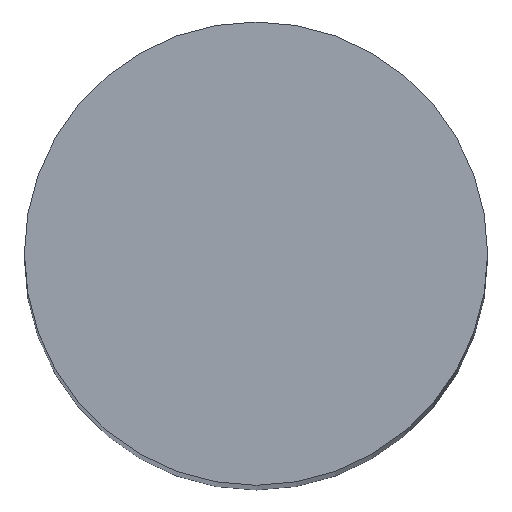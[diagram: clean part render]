
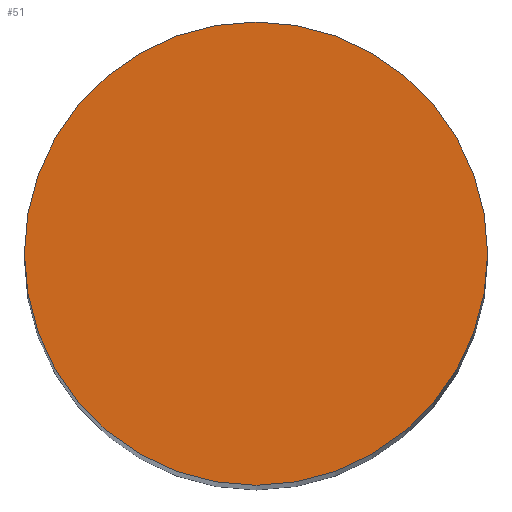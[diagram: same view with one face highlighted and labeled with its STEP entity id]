
A CAD part, top view. The second image highlights one B-rep face of the part: STEP entity #51.
In plain terms, the highlighted planar face has unit normal (0, 0, 1).
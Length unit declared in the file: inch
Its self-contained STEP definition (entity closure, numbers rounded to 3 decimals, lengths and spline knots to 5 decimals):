
#20=FACE_OUTER_BOUND('',#23,.T.);
#23=EDGE_LOOP('',(#45,#46));
#26=CIRCLE('',#76,0.34449);
#27=CIRCLE('',#77,0.34449);
#30=VERTEX_POINT('',#103);
#31=VERTEX_POINT('',#104);
#34=EDGE_CURVE('',#30,#31,#26,.T.);
#35=EDGE_CURVE('',#31,#30,#27,.T.);
#45=ORIENTED_EDGE('',*,*,#34,.T.);
#46=ORIENTED_EDGE('',*,*,#35,.T.);
#48=PLANE('',#78);
#51=ADVANCED_FACE('',(#20),#48,.T.);
#76=AXIS2_PLACEMENT_3D('',#105,#89,#90);
#77=AXIS2_PLACEMENT_3D('',#106,#91,#92);
#78=AXIS2_PLACEMENT_3D('',#108,#94,#95);
#89=DIRECTION('center_axis',(0.,0.,1.));
#90=DIRECTION('ref_axis',(1.,0.,0.));
#91=DIRECTION('center_axis',(0.,0.,1.));
#92=DIRECTION('ref_axis',(1.,0.,0.));
#94=DIRECTION('center_axis',(0.,0.,1.));
#95=DIRECTION('ref_axis',(1.,0.,0.));
#103=CARTESIAN_POINT('',(0.34449,-3.52854,2.));
#104=CARTESIAN_POINT('',(-0.34449,-3.52854,2.));
#105=CARTESIAN_POINT('Origin',(0.,-3.52854,2.));
#106=CARTESIAN_POINT('Origin',(0.,-3.52854,2.));
#108=CARTESIAN_POINT('Origin',(0.,-3.52854,2.));
